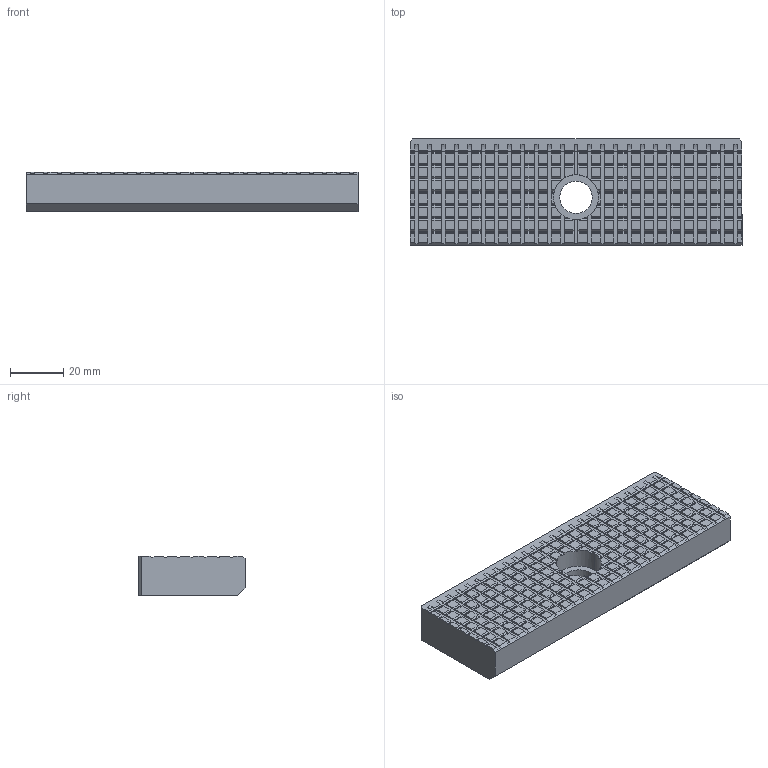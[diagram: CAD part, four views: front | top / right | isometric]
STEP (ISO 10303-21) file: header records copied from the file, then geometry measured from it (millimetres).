
FILE_DESCRIPTION (( 'STEP AP214' ), '1' );
FILE_NAME ('1701.250.stp', '2018-03-26T07:49:19', ( '' ), ( '' ), 'SwSTEP 2.0', 'SolidWorks 2016', '' );
FILE_SCHEMA (( 'AUTOMOTIVE_DESIGN' ));
Length unit declared in the file: millimetre
Products named in the file (1): 1701.250
Bounding box: 125 x 40 x 15 mm (x, y, z)
Volume: 70768.7 mm3; surface area: 16083.5 mm2
Topology: 1 solids, 1 shells, 1286 faces, 3465 edges, 2310 vertices
Faces by surface type: plane 930, cylinder 356
Entity records: 40259 total; most frequent: CARTESIAN_POINT 7148, ORIENTED_EDGE 6930, DIRECTION 6783, EDGE_CURVE 3465, LINE 2669, VECTOR 2669, VERTEX_POINT 2310, AXIS2_PLACEMENT_3D 2057
